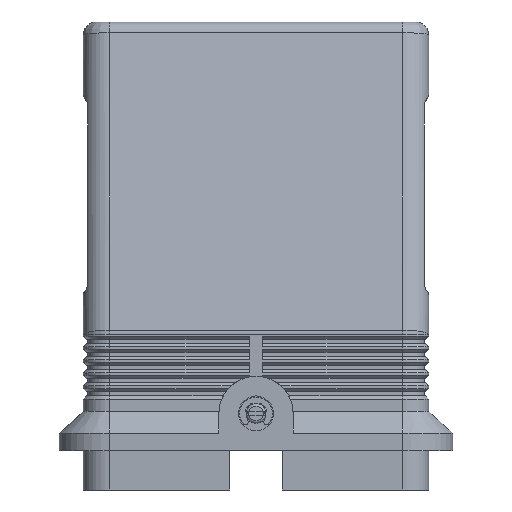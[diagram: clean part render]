
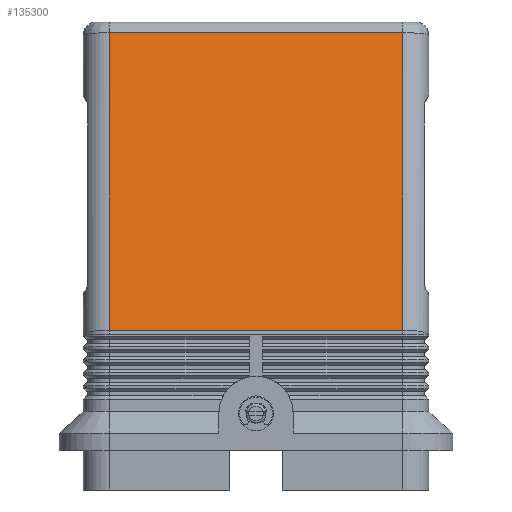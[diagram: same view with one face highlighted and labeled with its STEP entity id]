
A CAD part, left-side view. The second image highlights one B-rep face of the part: STEP entity #135300.
In plain terms, the highlighted planar face has unit normal (-0.984, 0, 0.18).
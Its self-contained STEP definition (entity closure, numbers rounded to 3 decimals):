
#1220=CARTESIAN_POINT('',(-47.95,-33.5,104.54));
#1230=DIRECTION('',(-0.18,0.,-0.984));
#1240=VECTOR('',#1230,69.135);
#1250=LINE('',#1220,#1240);
#1260=CARTESIAN_POINT('',(-47.95,-33.5,104.54));
#1270=VERTEX_POINT('',#1260);
#1280=CARTESIAN_POINT('',(-60.402,-33.5,36.536));
#1290=VERTEX_POINT('',#1280);
#1300=EDGE_CURVE('',#1270,#1290,#1250,.T.);
#2130=CARTESIAN_POINT('',(-60.402,33.5,36.536));
#2140=VERTEX_POINT('',#2130);
#2170=CARTESIAN_POINT('',(-60.402,-33.5,36.536));
#2180=DIRECTION('',(0.,1.,0.));
#2190=VECTOR('',#2180,67.);
#2200=LINE('',#2170,#2190);
#2210=EDGE_CURVE('',#1290,#2140,#2200,.T.);
#3120=CARTESIAN_POINT('',(-60.402,33.5,36.536));
#3130=DIRECTION('',(0.18,0.,0.984));
#3140=VECTOR('',#3130,69.135);
#3150=LINE('',#3120,#3140);
#3160=CARTESIAN_POINT('',(-47.95,33.5,104.54));
#3170=VERTEX_POINT('',#3160);
#3180=EDGE_CURVE('',#2140,#3170,#3150,.T.);
#3860=CARTESIAN_POINT('',(-47.95,33.5,104.54));
#3870=DIRECTION('',(0.,-1.,0.));
#3880=VECTOR('',#3870,67.);
#3890=LINE('',#3860,#3880);
#3900=EDGE_CURVE('',#3170,#1270,#3890,.T.);
#135190=CARTESIAN_POINT('',(-47.5,0.,107.));
#135200=DIRECTION('',(-0.984,0.,0.18));
#135210=DIRECTION('',(0.18,0.,0.984));
#135220=AXIS2_PLACEMENT_3D('',#135190,#135200,#135210);
#135230=PLANE('',#135220);
#135240=ORIENTED_EDGE('',*,*,#1300,.F.);
#135250=ORIENTED_EDGE('',*,*,#2210,.F.);
#135260=ORIENTED_EDGE('',*,*,#3180,.F.);
#135270=ORIENTED_EDGE('',*,*,#3900,.F.);
#135280=EDGE_LOOP('',(#135270,#135260,#135250,#135240));
#135290=FACE_OUTER_BOUND('',#135280,.T.);
#135300=ADVANCED_FACE('',(#135290),#135230,.T.);
